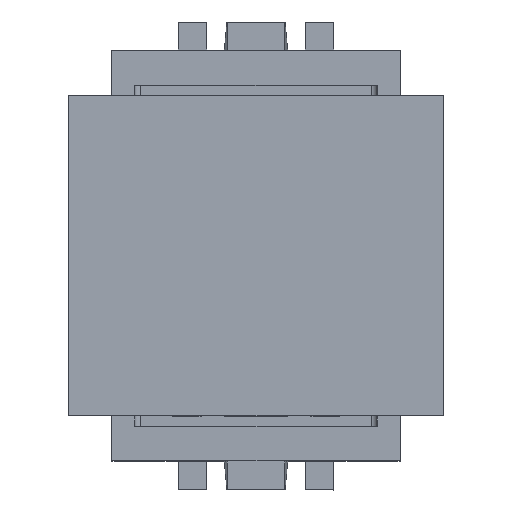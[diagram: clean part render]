
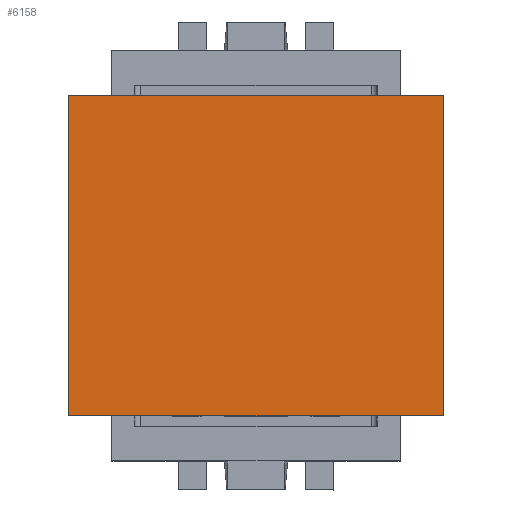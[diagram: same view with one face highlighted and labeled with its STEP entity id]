
A CAD part, top view. The second image highlights one B-rep face of the part: STEP entity #6158.
In plain terms, the highlighted planar face has unit normal (0, 0, 1).
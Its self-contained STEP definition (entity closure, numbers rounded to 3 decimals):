
#710=ORIENTED_EDGE('',*,*,#1746,.T.);
#711=ORIENTED_EDGE('',*,*,#1764,.T.);
#712=ORIENTED_EDGE('',*,*,#1783,.T.);
#713=ORIENTED_EDGE('',*,*,#1787,.T.);
#1746=EDGE_CURVE('',#2310,#2309,#2792,.T.);
#1764=EDGE_CURVE('',#2309,#2325,#2810,.T.);
#1783=EDGE_CURVE('',#2325,#2343,#2829,.T.);
#1787=EDGE_CURVE('',#2343,#2310,#2833,.T.);
#2309=VERTEX_POINT('',#8467);
#2310=VERTEX_POINT('',#8469);
#2325=VERTEX_POINT('',#8502);
#2343=VERTEX_POINT('',#8540);
#2792=LINE('',#8468,#3346);
#2810=LINE('',#8503,#3364);
#2829=LINE('',#8541,#3383);
#2833=LINE('',#8546,#3387);
#3346=VECTOR('',#7142,1000.);
#3364=VECTOR('',#7162,1000.);
#3383=VECTOR('',#7183,1000.);
#3387=VECTOR('',#7189,1000.);
#3742=EDGE_LOOP('',(#710,#711,#712,#713));
#4004=FACE_BOUND('',#3742,.T.);
#4246=PLANE('',#6437);
#6158=ADVANCED_FACE('',(#4004),#4246,.T.);
#6437=AXIS2_PLACEMENT_3D('',#8547,#7190,#7191);
#7142=DIRECTION('',(0.,-1.,0.));
#7162=DIRECTION('',(1.,0.,0.));
#7183=DIRECTION('',(0.,1.,0.));
#7189=DIRECTION('',(-1.,0.,0.));
#7190=DIRECTION('',(0.,0.,1.));
#7191=DIRECTION('',(1.,0.,0.));
#8467=CARTESIAN_POINT('',(-2.775,-3.25,4.15));
#8468=CARTESIAN_POINT('',(-2.775,3.25,4.15));
#8469=CARTESIAN_POINT('',(-2.775,3.25,4.15));
#8502=CARTESIAN_POINT('',(2.775,-3.25,4.15));
#8503=CARTESIAN_POINT('',(-2.775,-3.25,4.15));
#8540=CARTESIAN_POINT('',(2.775,3.25,4.15));
#8541=CARTESIAN_POINT('',(2.775,-3.25,4.15));
#8546=CARTESIAN_POINT('',(2.775,3.25,4.15));
#8547=CARTESIAN_POINT('',(-2.775,-3.25,4.15));
